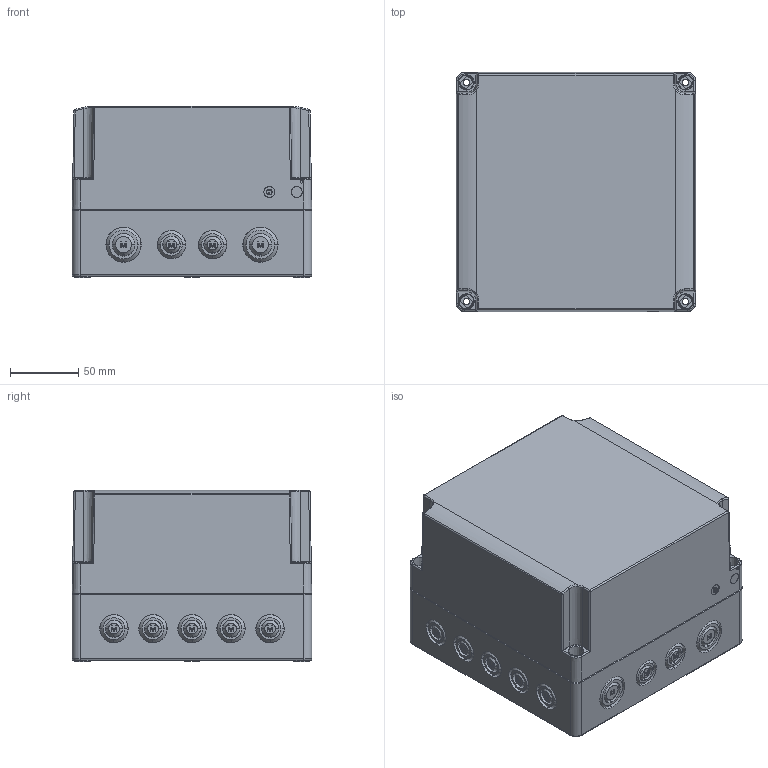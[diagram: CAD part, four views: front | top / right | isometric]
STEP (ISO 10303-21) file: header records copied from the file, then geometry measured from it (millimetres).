
FILE_DESCRIPTION((''),'2;1');
FILE_NAME('SPCM181813T_ASM','2025-04-02T13:12:21',('anderskj'),(''),'CREO PARAMETRIC BY PTC INC, 2020342','CREO PARAMETRIC BY PTC INC, 2020342','');
FILE_SCHEMA(('AUTOMOTIVE_DESIGN { 1 0 10303 214 1 1 1 1 }'));
Products named in the file (3): SPCT181808L; SPCM181805B; SPCM181813T_ASM
Assembly tree (2 placements, depth 2):
  SPCM181813T_ASM
    SPCT181808L
    SPCM181805B
Bounding box: 175 x 175 x 125 mm (x, y, z)
Volume: 481191.3 mm3; surface area: 311938.7 mm2
Topology: 2 solids, 2 shells, 2920 faces, 7527 edges, 4793 vertices
Faces by surface type: plane 1499, cylinder 424, extrusion 303, cone 252, bspline 232, torus 176, sphere 34
Entity records: 119051 total; most frequent: CARTESIAN_POINT 46989, ORIENTED_EDGE 14954, DIRECTION 12858, EDGE_CURVE 7477, VECTOR 5107, LINE 4804, VERTEX_POINT 4745, AXIS2_PLACEMENT_3D 3871
